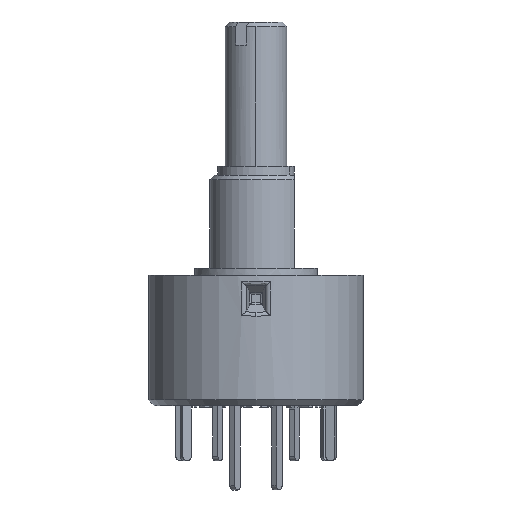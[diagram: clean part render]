
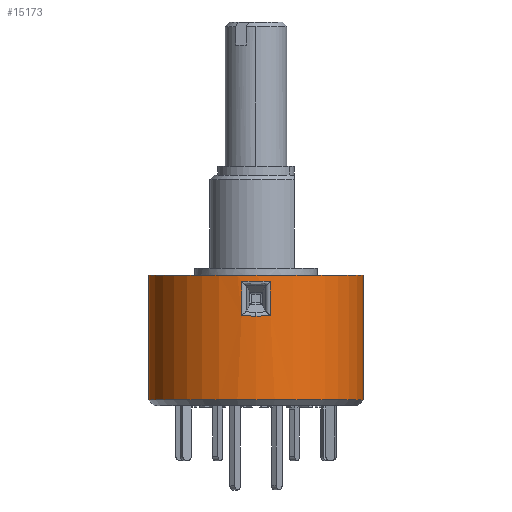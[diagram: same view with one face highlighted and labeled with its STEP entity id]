
A CAD part, left-side view. The second image highlights one B-rep face of the part: STEP entity #15173.
In plain terms, the highlighted cylindrical face has radius 7 mm (diameter 14 mm), a partial arc.
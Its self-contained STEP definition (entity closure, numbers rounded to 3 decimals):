
#1 = CARTESIAN_POINT ( 'NONE',  ( -6.937, -0.938, -0.45 ) ) ;
#85 = CARTESIAN_POINT ( 'NONE',  ( 0., 7., -0.45 ) ) ;
#537 = VERTEX_POINT ( 'NONE', #11235 ) ;
#562 = AXIS2_PLACEMENT_3D ( 'NONE', #10221, #4093, #2778 ) ;
#781 = VERTEX_POINT ( 'NONE', #6256 ) ;
#825 = CARTESIAN_POINT ( 'NONE',  ( 0., -7., -0.45 ) ) ;
#841 = EDGE_LOOP ( 'NONE', ( #6123, #5042, #5270, #10319, #7628 ) ) ;
#1019 = CARTESIAN_POINT ( 'NONE',  ( -6.937, 0.938, -3.094 ) ) ;
#1079 = LINE ( 'NONE', #85, #9744 ) ;
#1193 = DIRECTION ( 'NONE',  ( 0., 0., 1. ) ) ;
#1457 = DIRECTION ( 'NONE',  ( 0., 0., -1. ) ) ;
#1503 = ORIENTED_EDGE ( 'NONE', *, *, #10329, .F. ) ;
#1532 = EDGE_CURVE ( 'NONE', #1906, #9346, #5717, .T. ) ;
#1810 = DIRECTION ( 'NONE',  ( 0., 0., 1. ) ) ;
#1906 = VERTEX_POINT ( 'NONE', #2430 ) ;
#2075 = DIRECTION ( 'NONE',  ( 0., 0., -1. ) ) ;
#2252 =( BOUNDED_CURVE ( )  B_SPLINE_CURVE ( 3, ( #12070, #4713, #15765, #10885 ),
 .UNSPECIFIED., .F., .F. ) 
 B_SPLINE_CURVE_WITH_KNOTS ( ( 4, 4 ),
 ( 0., 0.134 ),
 .UNSPECIFIED. ) 
 CURVE ( )  GEOMETRIC_REPRESENTATION_ITEM ( )  RATIONAL_B_SPLINE_CURVE ( ( 1., 0.998, 0.998, 1. ) ) 
 REPRESENTATION_ITEM ( '' )  );
#2430 = CARTESIAN_POINT ( 'NONE',  ( -6.937, 0.938, -0.888 ) ) ;
#2591 = FACE_BOUND ( 'NONE', #841, .T. ) ;
#2778 = DIRECTION ( 'NONE',  ( 0., 1., 0. ) ) ;
#2867 = CARTESIAN_POINT ( 'NONE',  ( -7., -0.314, -3.129 ) ) ;
#2956 =( BOUNDED_CURVE ( )  B_SPLINE_CURVE ( 3, ( #9199, #3018, #2867, #11435 ),
 .UNSPECIFIED., .F., .T. ) 
 B_SPLINE_CURVE_WITH_KNOTS ( ( 4, 4 ),
 ( 6.149, 6.283 ),
 .UNSPECIFIED. ) 
 CURVE ( )  GEOMETRIC_REPRESENTATION_ITEM ( )  RATIONAL_B_SPLINE_CURVE ( ( 1., 0.998, 0.998, 1. ) ) 
 REPRESENTATION_ITEM ( '' )  );
#2973 = CARTESIAN_POINT ( 'NONE',  ( 0., -7., -8.574 ) ) ;
#3018 = CARTESIAN_POINT ( 'NONE',  ( -6.979, -0.627, -3.117 ) ) ;
#3123 = VERTEX_POINT ( 'NONE', #1019 ) ;
#3777 = VECTOR ( 'NONE', #1193, 1000. ) ;
#4093 = DIRECTION ( 'NONE',  ( 0., 0., -1. ) ) ;
#4102 = FACE_OUTER_BOUND ( 'NONE', #7611, .T. ) ;
#4279 = DIRECTION ( 'NONE',  ( 0., -1., 0. ) ) ;
#4713 = CARTESIAN_POINT ( 'NONE',  ( -7., 0.314, -3.129 ) ) ;
#5042 = ORIENTED_EDGE ( 'NONE', *, *, #7321, .T. ) ;
#5111 = DIRECTION ( 'NONE',  ( 0., 0., 1. ) ) ;
#5119 = AXIS2_PLACEMENT_3D ( 'NONE', #11475, #5111, #13682 ) ;
#5213 = CARTESIAN_POINT ( 'NONE',  ( -6.937, 0.938, -0.888 ) ) ;
#5270 = ORIENTED_EDGE ( 'NONE', *, *, #8146, .T. ) ;
#5717 =( BOUNDED_CURVE ( )  B_SPLINE_CURVE ( 3, ( #5213, #11409, #10238, #11357 ),
 .UNSPECIFIED., .F., .F. ) 
 B_SPLINE_CURVE_WITH_KNOTS ( ( 4, 4 ),
 ( 3.007, 3.276 ),
 .UNSPECIFIED. ) 
 CURVE ( )  GEOMETRIC_REPRESENTATION_ITEM ( )  RATIONAL_B_SPLINE_CURVE ( ( 1., 0.994, 0.994, 1. ) ) 
 REPRESENTATION_ITEM ( '' )  );
#6057 = DIRECTION ( 'NONE',  ( 0., 0., -1. ) ) ;
#6099 = AXIS2_PLACEMENT_3D ( 'NONE', #11523, #1810, #4279 ) ;
#6123 = ORIENTED_EDGE ( 'NONE', *, *, #12048, .T. ) ;
#6256 = CARTESIAN_POINT ( 'NONE',  ( 0., 7., -8.574 ) ) ;
#6764 = EDGE_CURVE ( 'NONE', #9346, #13747, #9749, .T. ) ;
#7018 = VERTEX_POINT ( 'NONE', #2973 ) ;
#7321 = EDGE_CURVE ( 'NONE', #10990, #3123, #2252, .T. ) ;
#7611 = EDGE_LOOP ( 'NONE', ( #15768, #1503, #14176, #8904 ) ) ;
#7628 = ORIENTED_EDGE ( 'NONE', *, *, #6764, .T. ) ;
#8146 = EDGE_CURVE ( 'NONE', #3123, #1906, #9167, .T. ) ;
#8662 = EDGE_CURVE ( 'NONE', #537, #781, #1079, .T. ) ;
#8772 = VECTOR ( 'NONE', #2075, 1000. ) ;
#8904 = ORIENTED_EDGE ( 'NONE', *, *, #12575, .T. ) ;
#9167 = LINE ( 'NONE', #9478, #3777 ) ;
#9199 = CARTESIAN_POINT ( 'NONE',  ( -6.937, -0.938, -3.094 ) ) ;
#9201 = CARTESIAN_POINT ( 'NONE',  ( -6.937, -0.938, -3.094 ) ) ;
#9346 = VERTEX_POINT ( 'NONE', #15202 ) ;
#9433 = CIRCLE ( 'NONE', #6099, 7. ) ;
#9478 = CARTESIAN_POINT ( 'NONE',  ( -6.937, 0.938, -0.45 ) ) ;
#9744 = VECTOR ( 'NONE', #1457, 1000. ) ;
#9749 = LINE ( 'NONE', #1, #12765 ) ;
#10221 = CARTESIAN_POINT ( 'NONE',  ( 0., 0., -0.45 ) ) ;
#10238 = CARTESIAN_POINT ( 'NONE',  ( -7.021, -0.315, -0.841 ) ) ;
#10319 = ORIENTED_EDGE ( 'NONE', *, *, #1532, .T. ) ;
#10329 = EDGE_CURVE ( 'NONE', #537, #11041, #13655, .T. ) ;
#10885 = CARTESIAN_POINT ( 'NONE',  ( -6.937, 0.938, -3.094 ) ) ;
#10990 = VERTEX_POINT ( 'NONE', #12337 ) ;
#11041 = VERTEX_POINT ( 'NONE', #12451 ) ;
#11235 = CARTESIAN_POINT ( 'NONE',  ( 0., 7., -0.45 ) ) ;
#11357 = CARTESIAN_POINT ( 'NONE',  ( -6.937, -0.938, -0.888 ) ) ;
#11409 = CARTESIAN_POINT ( 'NONE',  ( -7.021, 0.315, -0.841 ) ) ;
#11435 = CARTESIAN_POINT ( 'NONE',  ( -7., 0., -3.129 ) ) ;
#11475 = CARTESIAN_POINT ( 'NONE',  ( 0., 0., -0.45 ) ) ;
#11523 = CARTESIAN_POINT ( 'NONE',  ( 0., 0., -8.574 ) ) ;
#11818 = LINE ( 'NONE', #825, #8772 ) ;
#12048 = EDGE_CURVE ( 'NONE', #13747, #10990, #2956, .T. ) ;
#12070 = CARTESIAN_POINT ( 'NONE',  ( -7., 0., -3.129 ) ) ;
#12176 = CYLINDRICAL_SURFACE ( 'NONE', #562, 7. ) ;
#12337 = CARTESIAN_POINT ( 'NONE',  ( -7., 0., -3.129 ) ) ;
#12451 = CARTESIAN_POINT ( 'NONE',  ( 0., -7., -0.45 ) ) ;
#12575 = EDGE_CURVE ( 'NONE', #781, #7018, #9433, .T. ) ;
#12765 = VECTOR ( 'NONE', #6057, 1000. ) ;
#13655 = CIRCLE ( 'NONE', #5119, 7. ) ;
#13682 = DIRECTION ( 'NONE',  ( 0., -1., 0. ) ) ;
#13747 = VERTEX_POINT ( 'NONE', #9201 ) ;
#14176 = ORIENTED_EDGE ( 'NONE', *, *, #8662, .T. ) ;
#14196 = EDGE_CURVE ( 'NONE', #11041, #7018, #11818, .T. ) ;
#15173 = ADVANCED_FACE ( 'NONE', ( #4102, #2591 ), #12176, .T. ) ;
#15202 = CARTESIAN_POINT ( 'NONE',  ( -6.937, -0.938, -0.888 ) ) ;
#15765 = CARTESIAN_POINT ( 'NONE',  ( -6.979, 0.627, -3.117 ) ) ;
#15768 = ORIENTED_EDGE ( 'NONE', *, *, #14196, .F. ) ;
